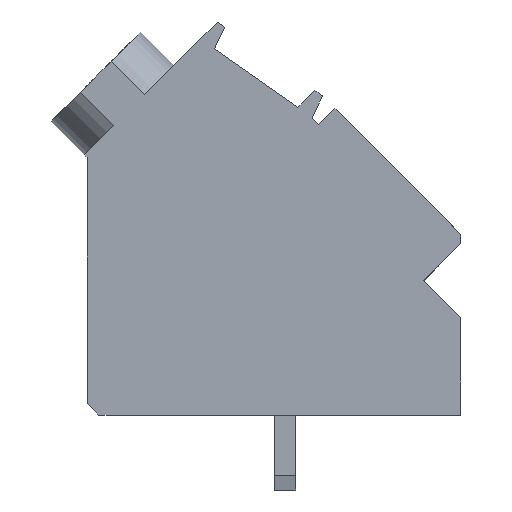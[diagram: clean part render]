
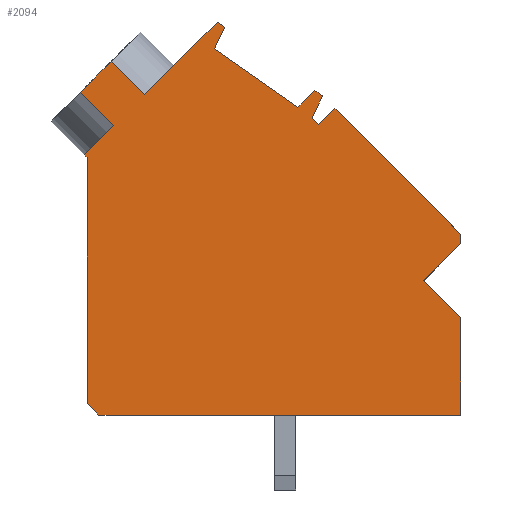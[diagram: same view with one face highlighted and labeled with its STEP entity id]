
A CAD part, left-side view. The second image highlights one B-rep face of the part: STEP entity #2094.
In plain terms, the highlighted planar face has unit normal (-1, 0, 0).
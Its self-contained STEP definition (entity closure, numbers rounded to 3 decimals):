
#2054=AXIS2_PLACEMENT_3D('Plane Axis2P3D',#2051,#2052,#2053) ;
#108=CARTESIAN_POINT('Line Origine',(0.,16.023,14.263)) ;
#112=CARTESIAN_POINT('Vertex',(0.,16.086,14.326)) ;
#114=CARTESIAN_POINT('Vertex',(0.,15.96,14.2)) ;
#221=CARTESIAN_POINT('Vertex',(0.,16.238,17.002)) ;
#224=CARTESIAN_POINT('Line Origine',(0.,15.591,17.649)) ;
#228=CARTESIAN_POINT('Vertex',(0.,14.943,18.297)) ;
#485=CARTESIAN_POINT('Vertex',(0.,15.96,3.7)) ;
#490=CARTESIAN_POINT('Line Origine',(0.,15.96,8.95)) ;
#823=CARTESIAN_POINT('Line Origine',(0.,15.71,3.45)) ;
#827=CARTESIAN_POINT('Vertex',(0.,15.46,3.2)) ;
#936=CARTESIAN_POINT('Vertex',(0.,13.529,16.882)) ;
#939=CARTESIAN_POINT('Line Origine',(0.,11.97,18.441)) ;
#943=CARTESIAN_POINT('Vertex',(0.,10.412,20.)) ;
#987=CARTESIAN_POINT('Line Origine',(0.,7.73,3.2)) ;
#991=CARTESIAN_POINT('Vertex',(0.,0.,3.2)) ;
#1037=CARTESIAN_POINT('Line Origine',(0.,10.252,19.888)) ;
#1041=CARTESIAN_POINT('Vertex',(0.,10.093,19.777)) ;
#1062=CARTESIAN_POINT('Line Origine',(0.,0.,5.28)) ;
#1066=CARTESIAN_POINT('Vertex',(0.,0.,7.36)) ;
#1101=CARTESIAN_POINT('Line Origine',(0.,10.307,19.317)) ;
#1105=CARTESIAN_POINT('Vertex',(0.,10.522,18.857)) ;
#1126=CARTESIAN_POINT('Line Origine',(0.,0.792,8.152)) ;
#1130=CARTESIAN_POINT('Vertex',(0.,1.584,8.944)) ;
#1165=CARTESIAN_POINT('Line Origine',(0.,8.741,17.609)) ;
#1169=CARTESIAN_POINT('Vertex',(0.,6.96,16.362)) ;
#1190=CARTESIAN_POINT('Line Origine',(0.,0.792,9.736)) ;
#1194=CARTESIAN_POINT('Vertex',(0.,0.,10.528)) ;
#1229=CARTESIAN_POINT('Line Origine',(0.,6.601,16.721)) ;
#1233=CARTESIAN_POINT('Vertex',(0.,6.242,17.08)) ;
#1254=CARTESIAN_POINT('Line Origine',(0.,0.,10.733)) ;
#1258=CARTESIAN_POINT('Vertex',(0.,0.,10.938)) ;
#1293=CARTESIAN_POINT('Line Origine',(0.,6.074,16.963)) ;
#1297=CARTESIAN_POINT('Vertex',(0.,5.906,16.845)) ;
#1322=CARTESIAN_POINT('Vertex',(0.,5.374,16.312)) ;
#1327=CARTESIAN_POINT('Line Origine',(0.,2.687,13.625)) ;
#1459=CARTESIAN_POINT('Line Origine',(0.,6.131,16.363)) ;
#1463=CARTESIAN_POINT('Vertex',(0.,6.356,15.88)) ;
#1484=CARTESIAN_POINT('Line Origine',(0.,5.728,15.958)) ;
#1488=CARTESIAN_POINT('Vertex',(0.,6.081,15.605)) ;
#1616=CARTESIAN_POINT('Line Origine',(0.,6.219,15.742)) ;
#2051=CARTESIAN_POINT('Axis2P3D Location',(0.,15.96,3.2)) ;
#2057=CARTESIAN_POINT('Control Point',(0.,16.238,17.002)) ;
#2058=CARTESIAN_POINT('Control Point',(0.,14.824,15.588)) ;
#2059=CARTESIAN_POINT('Vertex',(0.,14.824,15.588)) ;
#2063=CARTESIAN_POINT('Control Point',(0.,16.086,14.326)) ;
#2064=CARTESIAN_POINT('Control Point',(0.,14.824,15.588)) ;
#2067=CARTESIAN_POINT('Control Point',(0.,14.943,18.297)) ;
#2068=CARTESIAN_POINT('Control Point',(0.,13.529,16.882)) ;
#109=DIRECTION('Vector Direction',(0.,-0.707,-0.707)) ;
#225=DIRECTION('Vector Direction',(0.,0.707,-0.707)) ;
#491=DIRECTION('Vector Direction',(0.,0.,1.)) ;
#824=DIRECTION('Vector Direction',(0.,-0.707,-0.707)) ;
#940=DIRECTION('Vector Direction',(0.,0.707,-0.707)) ;
#988=DIRECTION('Vector Direction',(0.,-1.,0.)) ;
#1038=DIRECTION('Vector Direction',(0.,0.819,0.574)) ;
#1063=DIRECTION('Vector Direction',(0.,0.,1.)) ;
#1102=DIRECTION('Vector Direction',(0.,-0.423,0.906)) ;
#1127=DIRECTION('Vector Direction',(0.,0.707,0.707)) ;
#1166=DIRECTION('Vector Direction',(0.,0.819,0.574)) ;
#1191=DIRECTION('Vector Direction',(0.,-0.707,0.707)) ;
#1230=DIRECTION('Vector Direction',(0.,0.707,-0.707)) ;
#1255=DIRECTION('Vector Direction',(0.,0.,1.)) ;
#1294=DIRECTION('Vector Direction',(0.,0.819,0.574)) ;
#1328=DIRECTION('Vector Direction',(0.,0.707,0.707)) ;
#1460=DIRECTION('Vector Direction',(0.,-0.423,0.906)) ;
#1485=DIRECTION('Vector Direction',(0.,0.707,-0.707)) ;
#1617=DIRECTION('Vector Direction',(0.,0.707,0.707)) ;
#2052=DIRECTION('Axis2P3D Direction',(1.,-0.,0.)) ;
#2053=DIRECTION('Axis2P3D XDirection',(0.,1.,0.)) ;
#110=VECTOR('Line Direction',#109,1.) ;
#226=VECTOR('Line Direction',#225,1.) ;
#492=VECTOR('Line Direction',#491,1.) ;
#825=VECTOR('Line Direction',#824,1.) ;
#941=VECTOR('Line Direction',#940,1.) ;
#989=VECTOR('Line Direction',#988,1.) ;
#1039=VECTOR('Line Direction',#1038,1.) ;
#1064=VECTOR('Line Direction',#1063,1.) ;
#1103=VECTOR('Line Direction',#1102,1.) ;
#1128=VECTOR('Line Direction',#1127,1.) ;
#1167=VECTOR('Line Direction',#1166,1.) ;
#1192=VECTOR('Line Direction',#1191,1.) ;
#1231=VECTOR('Line Direction',#1230,1.) ;
#1256=VECTOR('Line Direction',#1255,1.) ;
#1295=VECTOR('Line Direction',#1294,1.) ;
#1329=VECTOR('Line Direction',#1328,1.) ;
#1461=VECTOR('Line Direction',#1460,1.) ;
#1486=VECTOR('Line Direction',#1485,1.) ;
#1618=VECTOR('Line Direction',#1617,1.) ;
#2071=ORIENTED_EDGE('',*,*,#2061,.T.) ;
#2072=ORIENTED_EDGE('',*,*,#2065,.F.) ;
#2073=ORIENTED_EDGE('',*,*,#116,.T.) ;
#2074=ORIENTED_EDGE('',*,*,#494,.F.) ;
#2075=ORIENTED_EDGE('',*,*,#829,.T.) ;
#2076=ORIENTED_EDGE('',*,*,#993,.T.) ;
#2077=ORIENTED_EDGE('',*,*,#1068,.T.) ;
#2078=ORIENTED_EDGE('',*,*,#1132,.T.) ;
#2079=ORIENTED_EDGE('',*,*,#1196,.T.) ;
#2080=ORIENTED_EDGE('',*,*,#1260,.T.) ;
#2081=ORIENTED_EDGE('',*,*,#1331,.T.) ;
#2082=ORIENTED_EDGE('',*,*,#1490,.T.) ;
#2083=ORIENTED_EDGE('',*,*,#1620,.T.) ;
#2084=ORIENTED_EDGE('',*,*,#1465,.T.) ;
#2085=ORIENTED_EDGE('',*,*,#1299,.T.) ;
#2086=ORIENTED_EDGE('',*,*,#1235,.T.) ;
#2087=ORIENTED_EDGE('',*,*,#1171,.T.) ;
#2088=ORIENTED_EDGE('',*,*,#1107,.T.) ;
#2089=ORIENTED_EDGE('',*,*,#1043,.T.) ;
#2090=ORIENTED_EDGE('',*,*,#945,.T.) ;
#2091=ORIENTED_EDGE('',*,*,#2069,.F.) ;
#2092=ORIENTED_EDGE('',*,*,#230,.T.) ;
#2094=ADVANCED_FACE('Housing',(#2093),#2055,.F.) ;
#2056=B_SPLINE_CURVE_WITH_KNOTS('',1,(#2057,#2058),.UNSPECIFIED.,.F.,.U.,(2,2),(-1.,1.),.UNSPECIFIED.) ;
#2062=B_SPLINE_CURVE_WITH_KNOTS('',1,(#2063,#2064),.UNSPECIFIED.,.F.,.U.,(2,2),(-0.892,0.892),.UNSPECIFIED.) ;
#2066=B_SPLINE_CURVE_WITH_KNOTS('',1,(#2067,#2068),.UNSPECIFIED.,.F.,.U.,(2,2),(-1.,1.),.UNSPECIFIED.) ;
#116=EDGE_CURVE('',#113,#115,#111,.T.) ;
#230=EDGE_CURVE('',#229,#222,#227,.T.) ;
#494=EDGE_CURVE('',#486,#115,#493,.T.) ;
#829=EDGE_CURVE('',#486,#828,#826,.T.) ;
#945=EDGE_CURVE('',#944,#937,#942,.T.) ;
#993=EDGE_CURVE('',#828,#992,#990,.T.) ;
#1043=EDGE_CURVE('',#1042,#944,#1040,.T.) ;
#1068=EDGE_CURVE('',#992,#1067,#1065,.T.) ;
#1107=EDGE_CURVE('',#1106,#1042,#1104,.T.) ;
#1132=EDGE_CURVE('',#1067,#1131,#1129,.T.) ;
#1171=EDGE_CURVE('',#1170,#1106,#1168,.T.) ;
#1196=EDGE_CURVE('',#1131,#1195,#1193,.T.) ;
#1235=EDGE_CURVE('',#1234,#1170,#1232,.T.) ;
#1260=EDGE_CURVE('',#1195,#1259,#1257,.T.) ;
#1299=EDGE_CURVE('',#1298,#1234,#1296,.T.) ;
#1331=EDGE_CURVE('',#1259,#1323,#1330,.T.) ;
#1465=EDGE_CURVE('',#1464,#1298,#1462,.T.) ;
#1490=EDGE_CURVE('',#1323,#1489,#1487,.T.) ;
#1620=EDGE_CURVE('',#1489,#1464,#1619,.T.) ;
#2061=EDGE_CURVE('',#222,#2060,#2056,.T.) ;
#2065=EDGE_CURVE('',#113,#2060,#2062,.T.) ;
#2069=EDGE_CURVE('',#229,#937,#2066,.T.) ;
#2070=EDGE_LOOP('',(#2071,#2072,#2073,#2074,#2075,#2076,#2077,#2078,#2079,#2080,#2081,#2082,#2083,#2084,#2085,#2086,#2087,#2088,#2089,#2090,#2091,#2092)) ;
#2093=FACE_OUTER_BOUND('',#2070,.T.) ;
#111=LINE('Line',#108,#110) ;
#227=LINE('Line',#224,#226) ;
#493=LINE('Line',#490,#492) ;
#826=LINE('Line',#823,#825) ;
#942=LINE('Line',#939,#941) ;
#990=LINE('Line',#987,#989) ;
#1040=LINE('Line',#1037,#1039) ;
#1065=LINE('Line',#1062,#1064) ;
#1104=LINE('Line',#1101,#1103) ;
#1129=LINE('Line',#1126,#1128) ;
#1168=LINE('Line',#1165,#1167) ;
#1193=LINE('Line',#1190,#1192) ;
#1232=LINE('Line',#1229,#1231) ;
#1257=LINE('Line',#1254,#1256) ;
#1296=LINE('Line',#1293,#1295) ;
#1330=LINE('Line',#1327,#1329) ;
#1462=LINE('Line',#1459,#1461) ;
#1487=LINE('Line',#1484,#1486) ;
#1619=LINE('Line',#1616,#1618) ;
#2055=PLANE('',#2054) ;
#113=VERTEX_POINT('',#112) ;
#115=VERTEX_POINT('',#114) ;
#222=VERTEX_POINT('',#221) ;
#229=VERTEX_POINT('',#228) ;
#486=VERTEX_POINT('',#485) ;
#828=VERTEX_POINT('',#827) ;
#937=VERTEX_POINT('',#936) ;
#944=VERTEX_POINT('',#943) ;
#992=VERTEX_POINT('',#991) ;
#1042=VERTEX_POINT('',#1041) ;
#1067=VERTEX_POINT('',#1066) ;
#1106=VERTEX_POINT('',#1105) ;
#1131=VERTEX_POINT('',#1130) ;
#1170=VERTEX_POINT('',#1169) ;
#1195=VERTEX_POINT('',#1194) ;
#1234=VERTEX_POINT('',#1233) ;
#1259=VERTEX_POINT('',#1258) ;
#1298=VERTEX_POINT('',#1297) ;
#1323=VERTEX_POINT('',#1322) ;
#1464=VERTEX_POINT('',#1463) ;
#1489=VERTEX_POINT('',#1488) ;
#2060=VERTEX_POINT('',#2059) ;
